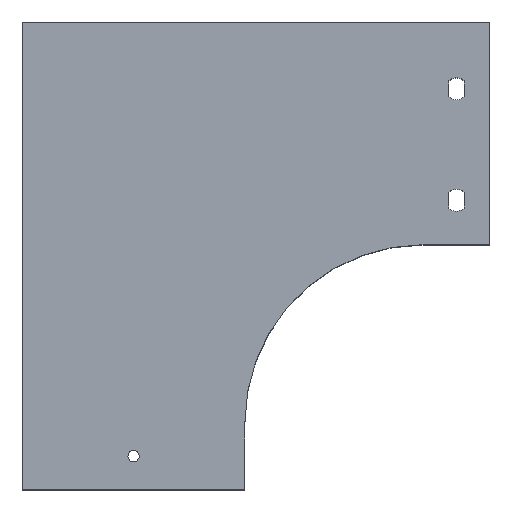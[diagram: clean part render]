
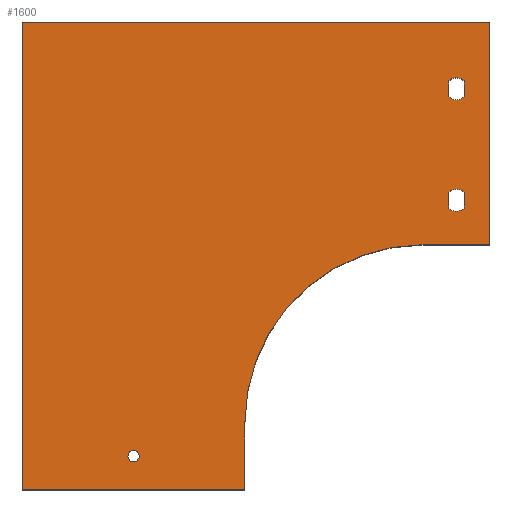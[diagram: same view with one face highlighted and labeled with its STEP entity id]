
A CAD part, top view. The second image highlights one B-rep face of the part: STEP entity #1600.
In plain terms, the highlighted planar face has unit normal (0, 0, 1).
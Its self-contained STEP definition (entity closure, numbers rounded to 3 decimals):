
#35 = AXIS2_PLACEMENT_3D ( 'NONE', #47, #49, #50 ) ;
#47 = CARTESIAN_POINT ( 'NONE',  ( 180., 30., 1. ) ) ;
#48 = PLANE ( 'NONE',  #35 ) ;
#49 = DIRECTION ( 'NONE',  ( 0., 0., 1. ) ) ;
#50 = DIRECTION ( 'NONE',  ( 1., 0., 0. ) ) ;
#206 = CARTESIAN_POINT ( 'NONE',  ( 52.5, 15., 1. ) ) ;
#260 = AXIS2_PLACEMENT_3D ( 'NONE', #1085, #1086, #1087 ) ;
#261 = AXIS2_PLACEMENT_3D ( 'NONE', #1081, #1082, #1083 ) ;
#262 = AXIS2_PLACEMENT_3D ( 'NONE', #1077, #1078, #1079 ) ;
#263 = AXIS2_PLACEMENT_3D ( 'NONE', #1071, #1072, #1073 ) ;
#264 = AXIS2_PLACEMENT_3D ( 'NONE', #1067, #1068, #1069 ) ;
#268 = AXIS2_PLACEMENT_3D ( 'NONE', #1033, #1034, #1035 ) ;
#368 = CARTESIAN_POINT ( 'NONE',  ( 191.5, 133.571, 1. ) ) ;
#392 = CARTESIAN_POINT ( 'NONE',  ( 191.5, 126.429, 1. ) ) ;
#393 = CARTESIAN_POINT ( 'NONE',  ( 210., 110., 1. ) ) ;
#408 = CARTESIAN_POINT ( 'NONE',  ( 100., 30., 1. ) ) ;
#415 = CARTESIAN_POINT ( 'NONE',  ( 180., 110., 1. ) ) ;
#416 = CARTESIAN_POINT ( 'NONE',  ( 210., 210., 1. ) ) ;
#417 = CARTESIAN_POINT ( 'NONE',  ( 0., 210., 1. ) ) ;
#418 = CARTESIAN_POINT ( 'NONE',  ( 198.5, 183.571, 1. ) ) ;
#419 = CARTESIAN_POINT ( 'NONE',  ( 198.5, 133.571, 1. ) ) ;
#425 = CARTESIAN_POINT ( 'NONE',  ( 198.5, 176.429, 1. ) ) ;
#435 = CARTESIAN_POINT ( 'NONE',  ( 100., 0., 1. ) ) ;
#441 = CARTESIAN_POINT ( 'NONE',  ( 198.5, 126.429, 1. ) ) ;
#442 = CARTESIAN_POINT ( 'NONE',  ( 191.5, 183.571, 1. ) ) ;
#449 = CARTESIAN_POINT ( 'NONE',  ( 191.5, 176.429, 1. ) ) ;
#453 = CARTESIAN_POINT ( 'NONE',  ( 0., 0., 1. ) ) ;
#635 = ORIENTED_EDGE ( 'NONE', *, *, #1166, .F. ) ;
#636 = ORIENTED_EDGE ( 'NONE', *, *, #1165, .T. ) ;
#637 = ORIENTED_EDGE ( 'NONE', *, *, #1164, .T. ) ;
#638 = ORIENTED_EDGE ( 'NONE', *, *, #1163, .T. ) ;
#639 = ORIENTED_EDGE ( 'NONE', *, *, #1162, .T. ) ;
#640 = ORIENTED_EDGE ( 'NONE', *, *, #1161, .T. ) ;
#641 = ORIENTED_EDGE ( 'NONE', *, *, #1160, .T. ) ;
#642 = ORIENTED_EDGE ( 'NONE', *, *, #1159, .T. ) ;
#648 = VERTEX_POINT ( 'NONE', #368 ) ;
#675 = VERTEX_POINT ( 'NONE', #392 ) ;
#676 = VERTEX_POINT ( 'NONE', #393 ) ;
#691 = VERTEX_POINT ( 'NONE', #408 ) ;
#698 = VERTEX_POINT ( 'NONE', #415 ) ;
#699 = VERTEX_POINT ( 'NONE', #416 ) ;
#700 = VERTEX_POINT ( 'NONE', #417 ) ;
#701 = VERTEX_POINT ( 'NONE', #418 ) ;
#702 = VERTEX_POINT ( 'NONE', #419 ) ;
#708 = VERTEX_POINT ( 'NONE', #425 ) ;
#718 = VERTEX_POINT ( 'NONE', #435 ) ;
#724 = VERTEX_POINT ( 'NONE', #441 ) ;
#725 = VERTEX_POINT ( 'NONE', #442 ) ;
#732 = VERTEX_POINT ( 'NONE', #449 ) ;
#736 = VERTEX_POINT ( 'NONE', #453 ) ;
#845 = ORIENTED_EDGE ( 'NONE', *, *, #1158, .T. ) ;
#846 = ORIENTED_EDGE ( 'NONE', *, *, #1157, .T. ) ;
#847 = ORIENTED_EDGE ( 'NONE', *, *, #1146, .T. ) ;
#848 = ORIENTED_EDGE ( 'NONE', *, *, #1145, .T. ) ;
#849 = ORIENTED_EDGE ( 'NONE', *, *, #1144, .T. ) ;
#850 = ORIENTED_EDGE ( 'NONE', *, *, #1143, .T. ) ;
#851 = ORIENTED_EDGE ( 'NONE', *, *, #1142, .T. ) ;
#852 = ORIENTED_EDGE ( 'NONE', *, *, #1141, .T. ) ;
#917 = EDGE_LOOP ( 'NONE', ( #635 ) ) ;
#918 = EDGE_LOOP ( 'NONE', ( #845, #642, #641, #640 ) ) ;
#1024 = DIRECTION ( 'NONE',  ( 1., 0., 0. ) ) ;
#1025 = CARTESIAN_POINT ( 'NONE',  ( 100., 0., 1. ) ) ;
#1029 = CARTESIAN_POINT ( 'NONE',  ( 210., 110., 1. ) ) ;
#1030 = DIRECTION ( 'NONE',  ( 0., 1., 0. ) ) ;
#1033 = CARTESIAN_POINT ( 'NONE',  ( 180., 30., 1. ) ) ;
#1034 = DIRECTION ( 'NONE',  ( 0., 0., -1. ) ) ;
#1035 = DIRECTION ( 'NONE',  ( 1., 0., 0. ) ) ;
#1036 = CARTESIAN_POINT ( 'NONE',  ( 210., 210., 1. ) ) ;
#1037 = DIRECTION ( 'NONE',  ( 0., 1., 0. ) ) ;
#1038 = CARTESIAN_POINT ( 'NONE',  ( 0., 210., 1. ) ) ;
#1039 = DIRECTION ( 'NONE',  ( -1., 0., 0. ) ) ;
#1054 = DIRECTION ( 'NONE',  ( 0., -1., 0. ) ) ;
#1062 = CARTESIAN_POINT ( 'NONE',  ( 0., 210., 1. ) ) ;
#1063 = DIRECTION ( 'NONE',  ( 0., -1., 0. ) ) ;
#1064 = DIRECTION ( 'NONE',  ( 0., 1., 0. ) ) ;
#1065 = CARTESIAN_POINT ( 'NONE',  ( 191.5, 126.429, 1. ) ) ;
#1066 = CARTESIAN_POINT ( 'NONE',  ( 198.5, 126.429, 1. ) ) ;
#1067 = CARTESIAN_POINT ( 'NONE',  ( 195., 130., 1. ) ) ;
#1068 = DIRECTION ( 'NONE',  ( 0., 0., -1. ) ) ;
#1069 = DIRECTION ( 'NONE',  ( -1., 0., 0. ) ) ;
#1070 = DIRECTION ( 'NONE',  ( 0., -1., 0. ) ) ;
#1071 = CARTESIAN_POINT ( 'NONE',  ( 195., 130., 1. ) ) ;
#1072 = DIRECTION ( 'NONE',  ( 0., 0., -1. ) ) ;
#1073 = DIRECTION ( 'NONE',  ( -1., 0., 0. ) ) ;
#1074 = DIRECTION ( 'NONE',  ( 0., 1., 0. ) ) ;
#1075 = CARTESIAN_POINT ( 'NONE',  ( 191.5, 176.429, 1. ) ) ;
#1076 = CARTESIAN_POINT ( 'NONE',  ( 198.5, 176.429, 1. ) ) ;
#1077 = CARTESIAN_POINT ( 'NONE',  ( 195., 180., 1. ) ) ;
#1078 = DIRECTION ( 'NONE',  ( 0., 0., -1. ) ) ;
#1079 = DIRECTION ( 'NONE',  ( -1., 0., 0. ) ) ;
#1081 = CARTESIAN_POINT ( 'NONE',  ( 195., 180., 1. ) ) ;
#1082 = DIRECTION ( 'NONE',  ( 0., 0., -1. ) ) ;
#1083 = DIRECTION ( 'NONE',  ( -1., 0., 0. ) ) ;
#1085 = CARTESIAN_POINT ( 'NONE',  ( 50., 15., 1. ) ) ;
#1086 = DIRECTION ( 'NONE',  ( 0., 0., 1. ) ) ;
#1087 = DIRECTION ( 'NONE',  ( 1., 0., 0. ) ) ;
#1141 = EDGE_CURVE ( 'NONE', #736, #718, #1529, .T. ) ;
#1142 = EDGE_CURVE ( 'NONE', #718, #691, #1515, .T. ) ;
#1143 = EDGE_CURVE ( 'NONE', #691, #698, #1532, .T. ) ;
#1144 = EDGE_CURVE ( 'NONE', #698, #676, #1534, .T. ) ;
#1145 = EDGE_CURVE ( 'NONE', #676, #699, #1535, .T. ) ;
#1146 = EDGE_CURVE ( 'NONE', #699, #700, #1537, .T. ) ;
#1157 = EDGE_CURVE ( 'NONE', #700, #736, #1556, .T. ) ;
#1158 = EDGE_CURVE ( 'NONE', #648, #702, #1558, .T. ) ;
#1159 = EDGE_CURVE ( 'NONE', #702, #724, #1530, .T. ) ;
#1160 = EDGE_CURVE ( 'NONE', #724, #675, #1561, .T. ) ;
#1161 = EDGE_CURVE ( 'NONE', #675, #648, #1563, .T. ) ;
#1162 = EDGE_CURVE ( 'NONE', #725, #701, #1564, .T. ) ;
#1163 = EDGE_CURVE ( 'NONE', #701, #708, #1560, .T. ) ;
#1164 = EDGE_CURVE ( 'NONE', #708, #732, #1567, .T. ) ;
#1165 = EDGE_CURVE ( 'NONE', #732, #725, #1569, .T. ) ;
#1166 = EDGE_CURVE ( 'NONE', #1740, #1740, #1570, .T. ) ;
#1280 = CARTESIAN_POINT ( 'NONE',  ( 0., 0., 1. ) ) ;
#1285 = DIRECTION ( 'NONE',  ( 1., 0., 0. ) ) ;
#1325 = EDGE_LOOP ( 'NONE', ( #639, #638, #637, #636 ) ) ;
#1327 = EDGE_LOOP ( 'NONE', ( #852, #851, #850, #849, #848, #847, #846 ) ) ;
#1515 = LINE ( 'NONE', #1025, #1533 ) ;
#1529 = LINE ( 'NONE', #1280, #1531 ) ;
#1530 = LINE ( 'NONE', #1066, #1562 ) ;
#1531 = VECTOR ( 'NONE', #1285, 1000. ) ;
#1532 = CIRCLE ( 'NONE', #268, 80. ) ;
#1533 = VECTOR ( 'NONE', #1030, 1000. ) ;
#1534 = LINE ( 'NONE', #1029, #1536 ) ;
#1535 = LINE ( 'NONE', #1036, #1538 ) ;
#1536 = VECTOR ( 'NONE', #1024, 1000. ) ;
#1537 = LINE ( 'NONE', #1038, #1540 ) ;
#1538 = VECTOR ( 'NONE', #1037, 1000. ) ;
#1540 = VECTOR ( 'NONE', #1039, 1000. ) ;
#1556 = LINE ( 'NONE', #1062, #1559 ) ;
#1558 = CIRCLE ( 'NONE', #264, 5. ) ;
#1559 = VECTOR ( 'NONE', #1063, 1000. ) ;
#1560 = LINE ( 'NONE', #1076, #1568 ) ;
#1561 = CIRCLE ( 'NONE', #263, 5. ) ;
#1562 = VECTOR ( 'NONE', #1054, 1000. ) ;
#1563 = LINE ( 'NONE', #1065, #1565 ) ;
#1564 = CIRCLE ( 'NONE', #262, 5. ) ;
#1565 = VECTOR ( 'NONE', #1064, 1000. ) ;
#1567 = CIRCLE ( 'NONE', #261, 5. ) ;
#1568 = VECTOR ( 'NONE', #1070, 1000. ) ;
#1569 = LINE ( 'NONE', #1075, #1571 ) ;
#1570 = CIRCLE ( 'NONE', #260, 2.5 ) ;
#1571 = VECTOR ( 'NONE', #1074, 1000. ) ;
#1600 = ADVANCED_FACE ( 'NONE', ( #1654, #1658, #1655, #1657 ), #48, .T. ) ;
#1654 = FACE_OUTER_BOUND ( 'NONE', #1327, .T. ) ;
#1655 = FACE_BOUND ( 'NONE', #1325, .T. ) ;
#1657 = FACE_BOUND ( 'NONE', #917, .T. ) ;
#1658 = FACE_BOUND ( 'NONE', #918, .T. ) ;
#1740 = VERTEX_POINT ( 'NONE', #206 ) ;
